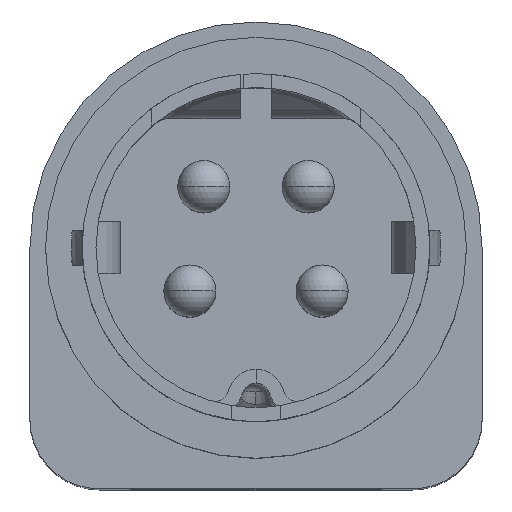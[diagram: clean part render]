
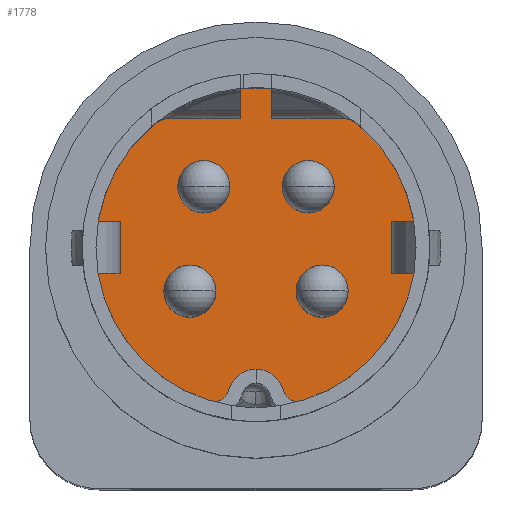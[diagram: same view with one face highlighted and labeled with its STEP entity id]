
A CAD part, top view. The second image highlights one B-rep face of the part: STEP entity #1778.
In plain terms, the highlighted planar face has unit normal (0, 0, 1).
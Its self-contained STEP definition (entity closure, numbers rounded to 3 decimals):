
#1685 = VERTEX_POINT ( 'NONE', #11783 ) ;
#1687 = EDGE_CURVE ( 'NONE', #1688, #1685, #11769, .T. ) ;
#1688 = VERTEX_POINT ( 'NONE', #11765 ) ;
#1714 = EDGE_CURVE ( 'NONE', #1860, #1715, #11851, .T. ) ;
#1715 = VERTEX_POINT ( 'NONE', #11847 ) ;
#1778 = ADVANCED_FACE ( 'NONE', ( #11991, #11990, #11989, #11988, #11987 ), #12031, .F. ) ;
#1779 = EDGE_LOOP ( 'NONE', ( #1977, #1843 ) ) ;
#1788 = EDGE_CURVE ( 'NONE', #1899, #1896, #12054, .T. ) ;
#1789 = ORIENTED_EDGE ( 'NONE', *, *, #1898, .F. ) ;
#1790 = EDGE_LOOP ( 'NONE', ( #1791, #1795, #1807, #1810, #1812, #1813, #1979, #1982 ) ) ;
#1791 = ORIENTED_EDGE ( 'NONE', *, *, #1792, .T. ) ;
#1792 = EDGE_CURVE ( 'NONE', #1793, #1794, #12049, .T. ) ;
#1793 = VERTEX_POINT ( 'NONE', #12044 ) ;
#1794 = VERTEX_POINT ( 'NONE', #12043 ) ;
#1795 = ORIENTED_EDGE ( 'NONE', *, *, #1796, .T. ) ;
#1796 = EDGE_CURVE ( 'NONE', #1794, #1806, #12042, .T. ) ;
#1806 = VERTEX_POINT ( 'NONE', #12080 ) ;
#1807 = ORIENTED_EDGE ( 'NONE', *, *, #1808, .T. ) ;
#1808 = EDGE_CURVE ( 'NONE', #1806, #1809, #12079, .T. ) ;
#1809 = VERTEX_POINT ( 'NONE', #12075 ) ;
#1810 = ORIENTED_EDGE ( 'NONE', *, *, #1811, .F. ) ;
#1811 = EDGE_CURVE ( 'NONE', #1688, #1809, #12074, .T. ) ;
#1812 = ORIENTED_EDGE ( 'NONE', *, *, #1687, .T. ) ;
#1813 = ORIENTED_EDGE ( 'NONE', *, *, #1814, .T. ) ;
#1814 = EDGE_CURVE ( 'NONE', #1685, #1815, #12070, .T. ) ;
#1815 = VERTEX_POINT ( 'NONE', #12066 ) ;
#1843 = ORIENTED_EDGE ( 'NONE', *, *, #1851, .F. ) ;
#1844 = EDGE_LOOP ( 'NONE', ( #1845, #1789 ) ) ;
#1845 = ORIENTED_EDGE ( 'NONE', *, *, #1788, .F. ) ;
#1849 = VERTEX_POINT ( 'NONE', #12160 ) ;
#1851 = EDGE_CURVE ( 'NONE', #1849, #1852, #12159, .T. ) ;
#1852 = VERTEX_POINT ( 'NONE', #12154 ) ;
#1860 = VERTEX_POINT ( 'NONE', #12203 ) ;
#1882 = VERTEX_POINT ( 'NONE', #12221 ) ;
#1884 = EDGE_CURVE ( 'NONE', #1882, #1885, #12220, .T. ) ;
#1885 = VERTEX_POINT ( 'NONE', #12215 ) ;
#1896 = VERTEX_POINT ( 'NONE', #12252 ) ;
#1898 = EDGE_CURVE ( 'NONE', #1896, #1899, #12251, .T. ) ;
#1899 = VERTEX_POINT ( 'NONE', #12246 ) ;
#1977 = ORIENTED_EDGE ( 'NONE', *, *, #1978, .F. ) ;
#1978 = EDGE_CURVE ( 'NONE', #1852, #1849, #12424, .T. ) ;
#1979 = ORIENTED_EDGE ( 'NONE', *, *, #1980, .F. ) ;
#1980 = EDGE_CURVE ( 'NONE', #1981, #1815, #12419, .T. ) ;
#1981 = VERTEX_POINT ( 'NONE', #12415 ) ;
#1982 = ORIENTED_EDGE ( 'NONE', *, *, #1983, .F. ) ;
#1983 = EDGE_CURVE ( 'NONE', #1793, #1981, #12414, .T. ) ;
#1984 = EDGE_LOOP ( 'NONE', ( #1985, #1987 ) ) ;
#1985 = ORIENTED_EDGE ( 'NONE', *, *, #1986, .F. ) ;
#1986 = EDGE_CURVE ( 'NONE', #1715, #1860, #12473, .T. ) ;
#1987 = ORIENTED_EDGE ( 'NONE', *, *, #1714, .F. ) ;
#1988 = EDGE_LOOP ( 'NONE', ( #1989, #1991 ) ) ;
#1989 = ORIENTED_EDGE ( 'NONE', *, *, #1990, .F. ) ;
#1990 = EDGE_CURVE ( 'NONE', #1885, #1882, #12468, .T. ) ;
#1991 = ORIENTED_EDGE ( 'NONE', *, *, #1884, .F. ) ;
#11765 = CARTESIAN_POINT ( 'NONE',  ( -4.538, -0.75, -6.51 ) ) ;
#11766 = DIRECTION ( 'NONE',  ( -1., 0., 0. ) ) ;
#11767 = DIRECTION ( 'NONE',  ( 0., 0., 1. ) ) ;
#11768 = AXIS2_PLACEMENT_3D ( 'NONE', #11780, #11767, #11766 ) ;
#11769 = CIRCLE ( 'NONE', #11768, 4.6 ) ;
#11780 = CARTESIAN_POINT ( 'NONE',  ( 0., 0., -6.51 ) ) ;
#11783 = CARTESIAN_POINT ( 'NONE',  ( 4.538, -0.75, -6.51 ) ) ;
#11847 = CARTESIAN_POINT ( 'NONE',  ( 0.75, 1.75, -6.51 ) ) ;
#11848 = DIRECTION ( 'NONE',  ( -1., 0., 0. ) ) ;
#11849 = DIRECTION ( 'NONE',  ( 0., 0., 1. ) ) ;
#11850 = AXIS2_PLACEMENT_3D ( 'NONE', #11857, #11849, #11848 ) ;
#11851 = CIRCLE ( 'NONE', #11850, 0.75 ) ;
#11857 = CARTESIAN_POINT ( 'NONE',  ( 1.5, 1.75, -6.51 ) ) ;
#11987 = FACE_BOUND ( 'NONE', #1988, .T. ) ;
#11988 = FACE_BOUND ( 'NONE', #1984, .T. ) ;
#11989 = FACE_OUTER_BOUND ( 'NONE', #1790, .T. ) ;
#11990 = FACE_BOUND ( 'NONE', #1844, .T. ) ;
#11991 = FACE_BOUND ( 'NONE', #1779, .T. ) ;
#12027 = DIRECTION ( 'NONE',  ( -1., 0., 0. ) ) ;
#12028 = DIRECTION ( 'NONE',  ( 0., 0., -1. ) ) ;
#12029 = CARTESIAN_POINT ( 'NONE',  ( 0., 0., -6.51 ) ) ;
#12030 = AXIS2_PLACEMENT_3D ( 'NONE', #12029, #12028, #12027 ) ;
#12031 = PLANE ( 'NONE',  #12030 ) ;
#12039 = DIRECTION ( 'NONE',  ( 1., 0., 0. ) ) ;
#12040 = VECTOR ( 'NONE', #12039, 1000. ) ;
#12041 = CARTESIAN_POINT ( 'NONE',  ( -8.691, 0.75, -6.51 ) ) ;
#12042 = LINE ( 'NONE', #12041, #12040 ) ;
#12043 = CARTESIAN_POINT ( 'NONE',  ( -4.538, 0.75, -6.51 ) ) ;
#12044 = CARTESIAN_POINT ( 'NONE',  ( 4.538, 0.75, -6.51 ) ) ;
#12045 = DIRECTION ( 'NONE',  ( -1., 0., 0. ) ) ;
#12046 = DIRECTION ( 'NONE',  ( 0., 0., 1. ) ) ;
#12047 = CARTESIAN_POINT ( 'NONE',  ( 0., 0., -6.51 ) ) ;
#12048 = AXIS2_PLACEMENT_3D ( 'NONE', #12047, #12046, #12045 ) ;
#12049 = CIRCLE ( 'NONE', #12048, 4.6 ) ;
#12050 = DIRECTION ( 'NONE',  ( -1., 0., 0. ) ) ;
#12051 = DIRECTION ( 'NONE',  ( 0., 0., 1. ) ) ;
#12052 = CARTESIAN_POINT ( 'NONE',  ( -1.5, 1.75, -6.51 ) ) ;
#12053 = AXIS2_PLACEMENT_3D ( 'NONE', #12052, #12051, #12050 ) ;
#12054 = CIRCLE ( 'NONE', #12053, 0.75 ) ;
#12066 = CARTESIAN_POINT ( 'NONE',  ( 3.9, -0.75, -6.51 ) ) ;
#12067 = DIRECTION ( 'NONE',  ( -1., 0., 0. ) ) ;
#12068 = VECTOR ( 'NONE', #12067, 1000. ) ;
#12069 = CARTESIAN_POINT ( 'NONE',  ( -8.691, -0.75, -6.51 ) ) ;
#12070 = LINE ( 'NONE', #12069, #12068 ) ;
#12071 = DIRECTION ( 'NONE',  ( 1., 0., 0. ) ) ;
#12072 = VECTOR ( 'NONE', #12071, 1000. ) ;
#12073 = CARTESIAN_POINT ( 'NONE',  ( -8.691, -0.75, -6.51 ) ) ;
#12074 = LINE ( 'NONE', #12073, #12072 ) ;
#12075 = CARTESIAN_POINT ( 'NONE',  ( -3.9, -0.75, -6.51 ) ) ;
#12076 = DIRECTION ( 'NONE',  ( 0., -1., 0. ) ) ;
#12077 = VECTOR ( 'NONE', #12076, 1000. ) ;
#12078 = CARTESIAN_POINT ( 'NONE',  ( -3.9, 0.75, -6.51 ) ) ;
#12079 = LINE ( 'NONE', #12078, #12077 ) ;
#12080 = CARTESIAN_POINT ( 'NONE',  ( -3.9, 0.75, -6.51 ) ) ;
#12154 = CARTESIAN_POINT ( 'NONE',  ( 1.15, -1.25, -6.51 ) ) ;
#12155 = DIRECTION ( 'NONE',  ( -1., 0., 0. ) ) ;
#12156 = DIRECTION ( 'NONE',  ( 0., 0., 1. ) ) ;
#12157 = CARTESIAN_POINT ( 'NONE',  ( 1.9, -1.25, -6.51 ) ) ;
#12158 = AXIS2_PLACEMENT_3D ( 'NONE', #12157, #12156, #12155 ) ;
#12159 = CIRCLE ( 'NONE', #12158, 0.75 ) ;
#12160 = CARTESIAN_POINT ( 'NONE',  ( 2.65, -1.25, -6.51 ) ) ;
#12203 = CARTESIAN_POINT ( 'NONE',  ( 2.25, 1.75, -6.51 ) ) ;
#12215 = CARTESIAN_POINT ( 'NONE',  ( -2.65, -1.25, -6.51 ) ) ;
#12216 = DIRECTION ( 'NONE',  ( -1., 0., 0. ) ) ;
#12217 = DIRECTION ( 'NONE',  ( 0., 0., 1. ) ) ;
#12218 = CARTESIAN_POINT ( 'NONE',  ( -1.9, -1.25, -6.51 ) ) ;
#12219 = AXIS2_PLACEMENT_3D ( 'NONE', #12218, #12217, #12216 ) ;
#12220 = CIRCLE ( 'NONE', #12219, 0.75 ) ;
#12221 = CARTESIAN_POINT ( 'NONE',  ( -1.15, -1.25, -6.51 ) ) ;
#12246 = CARTESIAN_POINT ( 'NONE',  ( -2.25, 1.75, -6.51 ) ) ;
#12247 = DIRECTION ( 'NONE',  ( -1., 0., 0. ) ) ;
#12248 = DIRECTION ( 'NONE',  ( 0., 0., 1. ) ) ;
#12249 = CARTESIAN_POINT ( 'NONE',  ( -1.5, 1.75, -6.51 ) ) ;
#12250 = AXIS2_PLACEMENT_3D ( 'NONE', #12249, #12248, #12247 ) ;
#12251 = CIRCLE ( 'NONE', #12250, 0.75 ) ;
#12252 = CARTESIAN_POINT ( 'NONE',  ( -0.75, 1.75, -6.51 ) ) ;
#12411 = DIRECTION ( 'NONE',  ( -1., 0., 0. ) ) ;
#12412 = VECTOR ( 'NONE', #12411, 1000. ) ;
#12413 = CARTESIAN_POINT ( 'NONE',  ( -8.691, 0.75, -6.51 ) ) ;
#12414 = LINE ( 'NONE', #12413, #12412 ) ;
#12415 = CARTESIAN_POINT ( 'NONE',  ( 3.9, 0.75, -6.51 ) ) ;
#12416 = DIRECTION ( 'NONE',  ( 0., -1., 0. ) ) ;
#12417 = VECTOR ( 'NONE', #12416, 1000. ) ;
#12418 = CARTESIAN_POINT ( 'NONE',  ( 3.9, 0.75, -6.51 ) ) ;
#12419 = LINE ( 'NONE', #12418, #12417 ) ;
#12420 = DIRECTION ( 'NONE',  ( -1., 0., 0. ) ) ;
#12421 = DIRECTION ( 'NONE',  ( 0., 0., 1. ) ) ;
#12422 = CARTESIAN_POINT ( 'NONE',  ( 1.9, -1.25, -6.51 ) ) ;
#12423 = AXIS2_PLACEMENT_3D ( 'NONE', #12422, #12421, #12420 ) ;
#12424 = CIRCLE ( 'NONE', #12423, 0.75 ) ;
#12464 = DIRECTION ( 'NONE',  ( -1., 0., 0. ) ) ;
#12465 = DIRECTION ( 'NONE',  ( 0., 0., 1. ) ) ;
#12466 = CARTESIAN_POINT ( 'NONE',  ( -1.9, -1.25, -6.51 ) ) ;
#12467 = AXIS2_PLACEMENT_3D ( 'NONE', #12466, #12465, #12464 ) ;
#12468 = CIRCLE ( 'NONE', #12467, 0.75 ) ;
#12469 = DIRECTION ( 'NONE',  ( -1., 0., 0. ) ) ;
#12470 = DIRECTION ( 'NONE',  ( 0., 0., 1. ) ) ;
#12471 = CARTESIAN_POINT ( 'NONE',  ( 1.5, 1.75, -6.51 ) ) ;
#12472 = AXIS2_PLACEMENT_3D ( 'NONE', #12471, #12470, #12469 ) ;
#12473 = CIRCLE ( 'NONE', #12472, 0.75 ) ;
